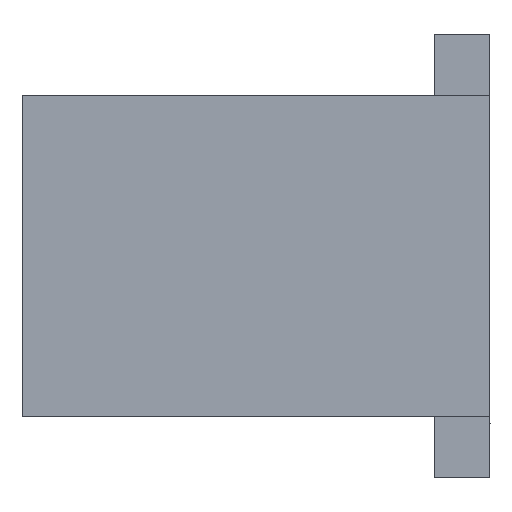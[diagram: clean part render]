
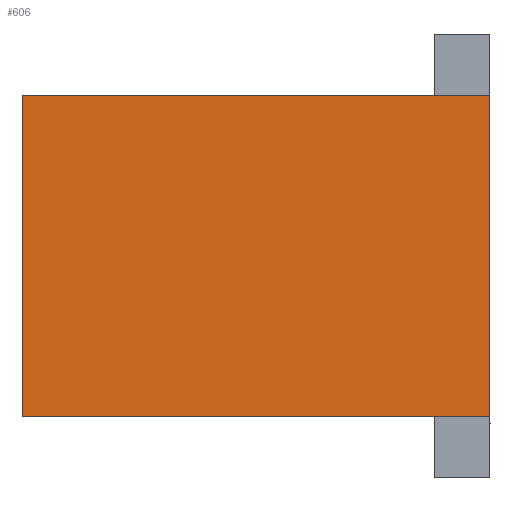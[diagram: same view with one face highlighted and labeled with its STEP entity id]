
A CAD part, left-side view. The second image highlights one B-rep face of the part: STEP entity #606.
In plain terms, the highlighted planar face has unit normal (-1, 0, 0).
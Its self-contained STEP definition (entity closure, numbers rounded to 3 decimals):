
#106=FACE_OUTER_BOUND('',#142,.T.);
#142=EDGE_LOOP('',(#440,#441,#442,#443));
#210=LINE('',#975,#258);
#212=LINE('',#979,#260);
#213=LINE('',#981,#261);
#214=LINE('',#982,#262);
#258=VECTOR('',#779,10.);
#260=VECTOR('',#783,10.);
#261=VECTOR('',#784,10.);
#262=VECTOR('',#785,10.);
#304=VERTEX_POINT('',#972);
#305=VERTEX_POINT('',#974);
#306=VERTEX_POINT('',#978);
#307=VERTEX_POINT('',#980);
#359=EDGE_CURVE('',#305,#304,#210,.T.);
#361=EDGE_CURVE('',#306,#305,#212,.T.);
#362=EDGE_CURVE('',#304,#307,#213,.T.);
#363=EDGE_CURVE('',#307,#306,#214,.T.);
#440=ORIENTED_EDGE('',*,*,#361,.T.);
#441=ORIENTED_EDGE('',*,*,#359,.T.);
#442=ORIENTED_EDGE('',*,*,#362,.T.);
#443=ORIENTED_EDGE('',*,*,#363,.T.);
#582=PLANE('',#690);
#606=ADVANCED_FACE('',(#106),#582,.T.);
#690=AXIS2_PLACEMENT_3D('',#977,#781,#782);
#779=DIRECTION('',(0.,0.,1.));
#781=DIRECTION('center_axis',(-1.,0.,0.));
#782=DIRECTION('ref_axis',(0.,0.,1.));
#783=DIRECTION('',(0.,-1.,0.));
#784=DIRECTION('',(0.,1.,0.));
#785=DIRECTION('',(0.,0.,-1.));
#972=CARTESIAN_POINT('',(-708.485,-49.453,113.584));
#974=CARTESIAN_POINT('',(-708.485,-49.453,90.584));
#975=CARTESIAN_POINT('',(-708.485,-49.453,90.584));
#977=CARTESIAN_POINT('Origin',(-708.485,-32.703,102.084));
#978=CARTESIAN_POINT('',(-708.485,-15.953,90.584));
#979=CARTESIAN_POINT('',(-708.485,-15.953,90.584));
#980=CARTESIAN_POINT('',(-708.485,-15.953,113.584));
#981=CARTESIAN_POINT('',(-708.485,-49.453,113.584));
#982=CARTESIAN_POINT('',(-708.485,-15.953,113.584));
